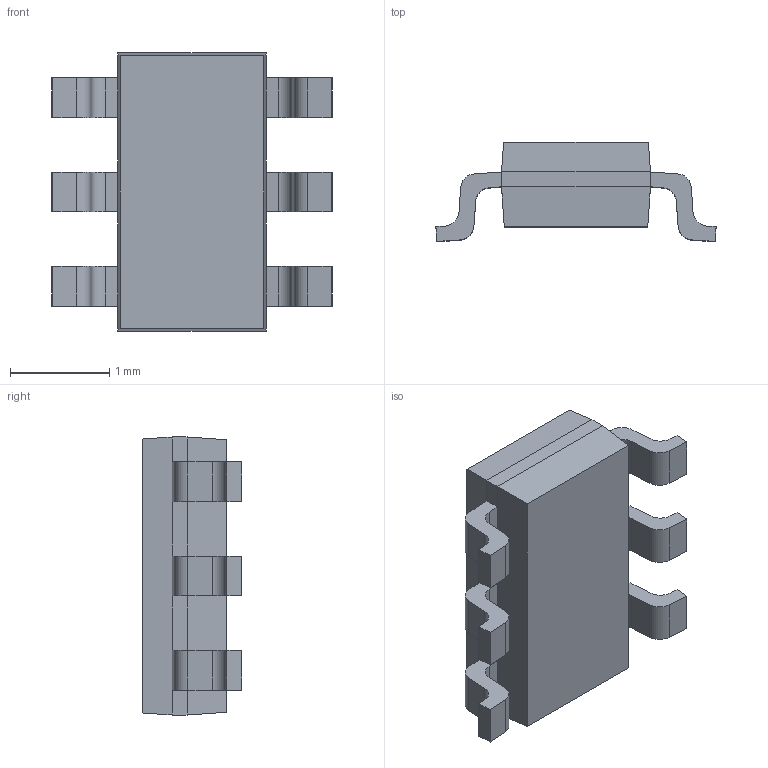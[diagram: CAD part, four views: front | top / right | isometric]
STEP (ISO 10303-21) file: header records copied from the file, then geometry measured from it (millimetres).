
FILE_DESCRIPTION(/* description */ (''),/* implementation_level */ '2;1');
FILE_NAME(/* name */ 'AP3401.stp',/* time_stamp */ '2019-10-09T17:31:09+05:00',/* author */ ('Aleksandr'),/* organization */ (''),/* preprocessor_version */ 'ST-DEVELOPER v18',/* originating_system */ 'Autodesk Inventor 2020',/* authorisation */ '');
FILE_SCHEMA (('AUTOMOTIVE_DESIGN { 1 0 10303 214 3 1 1 }'));
Length unit declared in the file: millimetre
Products named in the file (1): AP3401
Bounding box: 2.82 x 1 x 2.8 mm (x, y, z)
Volume: 3.9 mm3; surface area: 22.3 mm2
Topology: 1 solids, 1 shells, 100 faces, 261 edges, 164 vertices
Faces by surface type: plane 75, cylinder 25
Full cylindrical faces by diameter (mm): 0.25 x1
Entity records: 3143 total; most frequent: CARTESIAN_POINT 526, ORIENTED_EDGE 522, DIRECTION 515, EDGE_CURVE 261, LINE 209, VECTOR 209, VERTEX_POINT 164, AXIS2_PLACEMENT_3D 153
